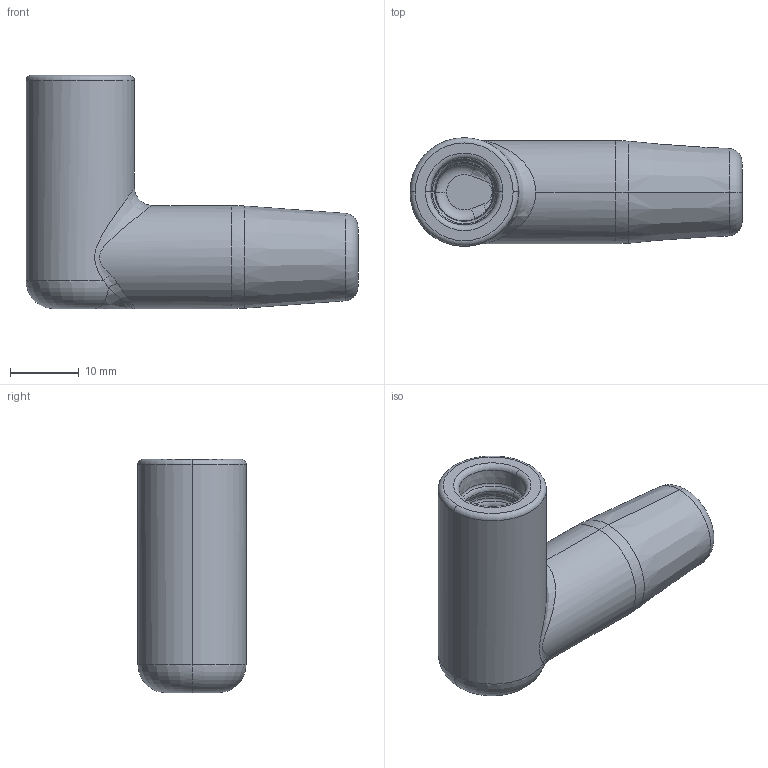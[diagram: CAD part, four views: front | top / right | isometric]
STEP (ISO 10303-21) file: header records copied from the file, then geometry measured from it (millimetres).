
FILE_DESCRIPTION (( 'STEP AP203' ), '1' );
FILE_NAME ('AB7-7MM.STEP', '2019-11-01T18:58:20', ( 'tempuser' ), ( 'Microsoft' ), 'SwSTEP 2.0', 'SolidWorks 2019', '' );
FILE_SCHEMA (( 'CONFIG_CONTROL_DESIGN' ));
Length unit declared in the file: inch
Products named in the file (1): AB7-7MM
Bounding box: 48.26 x 15.75 x 33.91 mm (x, y, z)
Volume: 8490.6 mm3; surface area: 4999.6 mm2
Topology: 1 solids, 1 shells, 74 faces, 162 edges, 82 vertices
Faces by surface type: torus 36, bspline 14, cone 12, cylinder 8, plane 4
Entity records: 3331 total; most frequent: CARTESIAN_POINT 1723, DIRECTION 354, ORIENTED_EDGE 308, AXIS2_PLACEMENT_3D 167, EDGE_CURVE 154, CIRCLE 106, VERTEX_POINT 82, EDGE_LOOP 76
